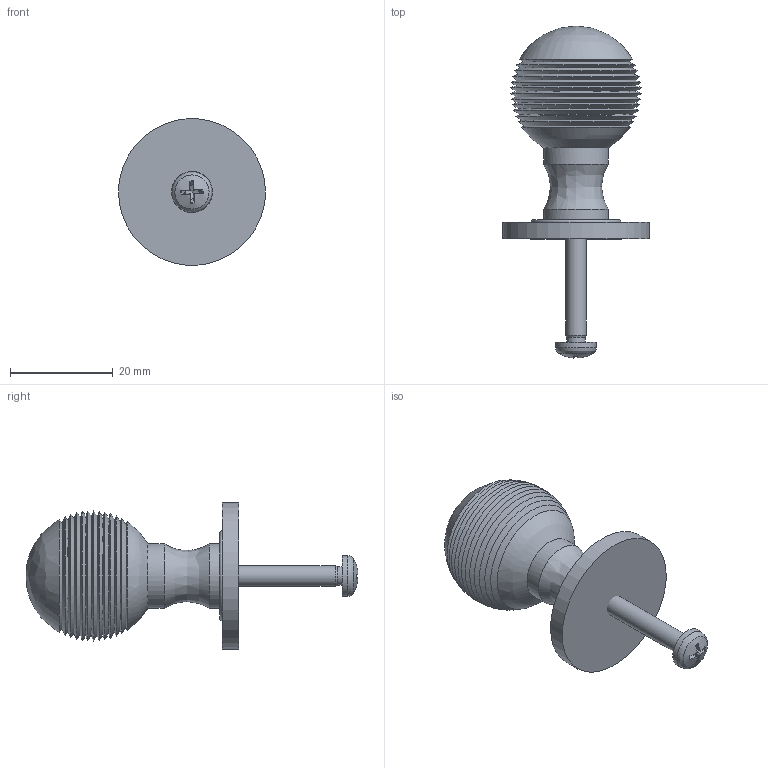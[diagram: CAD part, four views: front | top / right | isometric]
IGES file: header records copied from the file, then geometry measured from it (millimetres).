
Global section: file name: P797-B; native system: Autodesk Inventor 2018; preprocessor: unknown; author: ashami; date: 20180906.153435; units: millimetre
Bounding box: 28.6 x 64.68 x 28.53 mm (x, y, z)
Volume: 12090.8 mm3; surface area: 5725.1 mm2
Topology: 2 solids, 2 shells, 66 faces, 189 edges, 131 vertices
Faces by surface type: bspline 66
